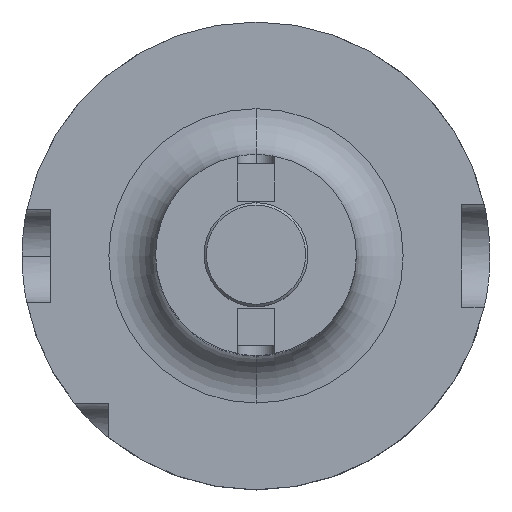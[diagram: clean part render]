
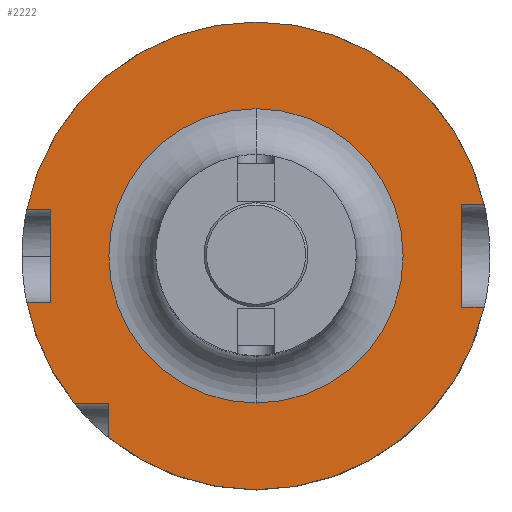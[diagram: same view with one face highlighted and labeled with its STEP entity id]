
A CAD part, top view. The second image highlights one B-rep face of the part: STEP entity #2222.
In plain terms, the highlighted planar face has unit normal (0, 0, 1).
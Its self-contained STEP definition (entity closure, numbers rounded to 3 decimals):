
#34 = LINE ( 'NONE', #1013, #721 ) ;
#64 = DIRECTION ( 'NONE',  ( 0., 1., 0. ) ) ;
#81 = VERTEX_POINT ( 'NONE', #2395 ) ;
#117 = DIRECTION ( 'NONE',  ( 0., 1., 0. ) ) ;
#126 = CARTESIAN_POINT ( 'NONE',  ( 0., 21.463, 29. ) ) ;
#150 = ORIENTED_EDGE ( 'NONE', *, *, #1418, .F. ) ;
#167 = ORIENTED_EDGE ( 'NONE', *, *, #794, .T. ) ;
#177 = CARTESIAN_POINT ( 'NONE',  ( -44., 10., 29. ) ) ;
#198 = DIRECTION ( 'NONE',  ( 1., 0., 0. ) ) ;
#208 = VERTEX_POINT ( 'NONE', #866 ) ;
#248 = VERTEX_POINT ( 'NONE', #2537 ) ;
#269 = CARTESIAN_POINT ( 'NONE',  ( 0., 0., 29. ) ) ;
#321 = CIRCLE ( 'NONE', #1083, 31.463 ) ;
#335 = AXIS2_PLACEMENT_3D ( 'NONE', #3491, #1829, #117 ) ;
#346 = CARTESIAN_POINT ( 'NONE',  ( 0., 10., 29. ) ) ;
#377 = AXIS2_PLACEMENT_3D ( 'NONE', #1454, #3390, #1733 ) ;
#392 = EDGE_CURVE ( 'NONE', #2946, #81, #3130, .T. ) ;
#407 = DIRECTION ( 'NONE',  ( 0., -1., 0. ) ) ;
#514 = CARTESIAN_POINT ( 'NONE',  ( 0., 0., 29. ) ) ;
#552 = DIRECTION ( 'NONE',  ( 0., -1., 0. ) ) ;
#573 = DIRECTION ( 'NONE',  ( 0., 1., 0. ) ) ;
#629 = VERTEX_POINT ( 'NONE', #714 ) ;
#661 = VECTOR ( 'NONE', #2140, 1000. ) ;
#695 = ORIENTED_EDGE ( 'NONE', *, *, #3329, .F. ) ;
#706 = DIRECTION ( 'NONE',  ( 0., -1., 0. ) ) ;
#707 = EDGE_CURVE ( 'NONE', #629, #1221, #2479, .T. ) ;
#714 = CARTESIAN_POINT ( 'NONE',  ( 0., 50., 29. ) ) ;
#721 = VECTOR ( 'NONE', #706, 1000. ) ;
#773 = VECTOR ( 'NONE', #198, 1000. ) ;
#792 = EDGE_LOOP ( 'NONE', ( #1558, #3644 ) ) ;
#794 = EDGE_CURVE ( 'NONE', #3269, #1787, #34, .T. ) ;
#866 = CARTESIAN_POINT ( 'NONE',  ( 0., 31.463, 29. ) ) ;
#874 = CARTESIAN_POINT ( 'NONE',  ( 0., 11., 29. ) ) ;
#919 = DIRECTION ( 'NONE',  ( -1., 0., 0. ) ) ;
#940 = CIRCLE ( 'NONE', #335, 50. ) ;
#965 = EDGE_LOOP ( 'NONE', ( #2503, #1860, #150, #1644, #2976, #2109, #1382, #1807, #3356, #167, #695, #1460 ) ) ;
#1013 = CARTESIAN_POINT ( 'NONE',  ( -44., -10., 29. ) ) ;
#1083 = AXIS2_PLACEMENT_3D ( 'NONE', #269, #2268, #552 ) ;
#1100 = CARTESIAN_POINT ( 'NONE',  ( -31.5, -31.5, 29. ) ) ;
#1145 = CARTESIAN_POINT ( 'NONE',  ( 48.775, -11., 29. ) ) ;
#1153 = FACE_OUTER_BOUND ( 'NONE', #965, .T. ) ;
#1221 = VERTEX_POINT ( 'NONE', #2238 ) ;
#1227 = CARTESIAN_POINT ( 'NONE',  ( 44., 11., 29. ) ) ;
#1263 = DIRECTION ( 'NONE',  ( 0., 0., -1. ) ) ;
#1270 = PLANE ( 'NONE',  #3153 ) ;
#1382 = ORIENTED_EDGE ( 'NONE', *, *, #707, .F. ) ;
#1392 = VECTOR ( 'NONE', #2558, 1000. ) ;
#1418 = EDGE_CURVE ( 'NONE', #2946, #2538, #1967, .T. ) ;
#1443 = EDGE_CURVE ( 'NONE', #3269, #1996, #2612, .T. ) ;
#1454 = CARTESIAN_POINT ( 'NONE',  ( 0., 0., 29. ) ) ;
#1459 = LINE ( 'NONE', #2214, #2759 ) ;
#1460 = ORIENTED_EDGE ( 'NONE', *, *, #2641, .F. ) ;
#1467 = DIRECTION ( 'NONE',  ( 0., 0., -1. ) ) ;
#1519 = DIRECTION ( 'NONE',  ( -1., 0., 0. ) ) ;
#1527 = EDGE_CURVE ( 'NONE', #1996, #629, #940, .T. ) ;
#1558 = ORIENTED_EDGE ( 'NONE', *, *, #3566, .T. ) ;
#1622 = EDGE_CURVE ( 'NONE', #2538, #2809, #2183, .T. ) ;
#1644 = ORIENTED_EDGE ( 'NONE', *, *, #392, .T. ) ;
#1645 = AXIS2_PLACEMENT_3D ( 'NONE', #514, #1467, #573 ) ;
#1671 = CIRCLE ( 'NONE', #2564, 31.463 ) ;
#1733 = DIRECTION ( 'NONE',  ( 0., 1., 0. ) ) ;
#1745 = DIRECTION ( 'NONE',  ( 0., -1., 0. ) ) ;
#1781 = DIRECTION ( 'NONE',  ( 0., 0., -1. ) ) ;
#1787 = VERTEX_POINT ( 'NONE', #3582 ) ;
#1807 = ORIENTED_EDGE ( 'NONE', *, *, #1527, .F. ) ;
#1829 = DIRECTION ( 'NONE',  ( 0., 0., -1. ) ) ;
#1860 = ORIENTED_EDGE ( 'NONE', *, *, #1622, .F. ) ;
#1869 = VERTEX_POINT ( 'NONE', #3098 ) ;
#1879 = EDGE_CURVE ( 'NONE', #2196, #1221, #2141, .T. ) ;
#1883 = VECTOR ( 'NONE', #1519, 1000. ) ;
#1907 = CIRCLE ( 'NONE', #377, 50. ) ;
#1919 = CARTESIAN_POINT ( 'NONE',  ( 0., -10., 29. ) ) ;
#1944 = DIRECTION ( 'NONE',  ( -1., 0., 0. ) ) ;
#1962 = CARTESIAN_POINT ( 'NONE',  ( -31.5, -38.83, 29. ) ) ;
#1967 = CIRCLE ( 'NONE', #3058, 50. ) ;
#1996 = VERTEX_POINT ( 'NONE', #2593 ) ;
#2109 = ORIENTED_EDGE ( 'NONE', *, *, #1879, .T. ) ;
#2128 = DIRECTION ( 'NONE',  ( 0., 0., 1. ) ) ;
#2140 = DIRECTION ( 'NONE',  ( 0., 1., 0. ) ) ;
#2141 = LINE ( 'NONE', #874, #1392 ) ;
#2183 = LINE ( 'NONE', #3230, #661 ) ;
#2196 = VERTEX_POINT ( 'NONE', #1227 ) ;
#2214 = CARTESIAN_POINT ( 'NONE',  ( 0., -31.5, 29. ) ) ;
#2222 = ADVANCED_FACE ( 'NONE', ( #2655, #1153 ), #1270, .T. ) ;
#2238 = CARTESIAN_POINT ( 'NONE',  ( 48.775, 11., 29. ) ) ;
#2268 = DIRECTION ( 'NONE',  ( 0., 0., -1. ) ) ;
#2395 = CARTESIAN_POINT ( 'NONE',  ( 44., -11., 29. ) ) ;
#2405 = VECTOR ( 'NONE', #919, 1000. ) ;
#2452 = LINE ( 'NONE', #3126, #3195 ) ;
#2479 = CIRCLE ( 'NONE', #1645, 50. ) ;
#2503 = ORIENTED_EDGE ( 'NONE', *, *, #2803, .F. ) ;
#2537 = CARTESIAN_POINT ( 'NONE',  ( 0., -31.463, 29. ) ) ;
#2538 = VERTEX_POINT ( 'NONE', #1962 ) ;
#2558 = DIRECTION ( 'NONE',  ( 1., 0., 0. ) ) ;
#2564 = AXIS2_PLACEMENT_3D ( 'NONE', #2931, #1263, #3211 ) ;
#2593 = CARTESIAN_POINT ( 'NONE',  ( -48.99, 10., 29. ) ) ;
#2603 = CARTESIAN_POINT ( 'NONE',  ( 0., -11., 29. ) ) ;
#2612 = LINE ( 'NONE', #346, #1883 ) ;
#2641 = EDGE_CURVE ( 'NONE', #3316, #1869, #1907, .T. ) ;
#2655 = FACE_BOUND ( 'NONE', #792, .T. ) ;
#2686 = EDGE_CURVE ( 'NONE', #2196, #81, #2452, .T. ) ;
#2759 = VECTOR ( 'NONE', #1944, 1000. ) ;
#2803 = EDGE_CURVE ( 'NONE', #2809, #3316, #1459, .T. ) ;
#2809 = VERTEX_POINT ( 'NONE', #1100 ) ;
#2922 = EDGE_CURVE ( 'NONE', #208, #248, #321, .T. ) ;
#2931 = CARTESIAN_POINT ( 'NONE',  ( 0., 0., 29. ) ) ;
#2946 = VERTEX_POINT ( 'NONE', #1145 ) ;
#2976 = ORIENTED_EDGE ( 'NONE', *, *, #2686, .F. ) ;
#3009 = CARTESIAN_POINT ( 'NONE',  ( -38.83, -31.5, 29. ) ) ;
#3017 = LINE ( 'NONE', #1919, #773 ) ;
#3058 = AXIS2_PLACEMENT_3D ( 'NONE', #3441, #1781, #64 ) ;
#3098 = CARTESIAN_POINT ( 'NONE',  ( -48.99, -10., 29. ) ) ;
#3126 = CARTESIAN_POINT ( 'NONE',  ( 44., -11., 29. ) ) ;
#3130 = LINE ( 'NONE', #2603, #2405 ) ;
#3153 = AXIS2_PLACEMENT_3D ( 'NONE', #126, #2128, #407 ) ;
#3195 = VECTOR ( 'NONE', #1745, 1000. ) ;
#3211 = DIRECTION ( 'NONE',  ( 0., -1., 0. ) ) ;
#3230 = CARTESIAN_POINT ( 'NONE',  ( -31.5, 21.463, 29. ) ) ;
#3269 = VERTEX_POINT ( 'NONE', #177 ) ;
#3316 = VERTEX_POINT ( 'NONE', #3009 ) ;
#3329 = EDGE_CURVE ( 'NONE', #1869, #1787, #3017, .T. ) ;
#3356 = ORIENTED_EDGE ( 'NONE', *, *, #1443, .F. ) ;
#3390 = DIRECTION ( 'NONE',  ( 0., 0., -1. ) ) ;
#3441 = CARTESIAN_POINT ( 'NONE',  ( 0., 0., 29. ) ) ;
#3491 = CARTESIAN_POINT ( 'NONE',  ( 0., 0., 29. ) ) ;
#3566 = EDGE_CURVE ( 'NONE', #248, #208, #1671, .T. ) ;
#3582 = CARTESIAN_POINT ( 'NONE',  ( -44., -10., 29. ) ) ;
#3644 = ORIENTED_EDGE ( 'NONE', *, *, #2922, .T. ) ;
